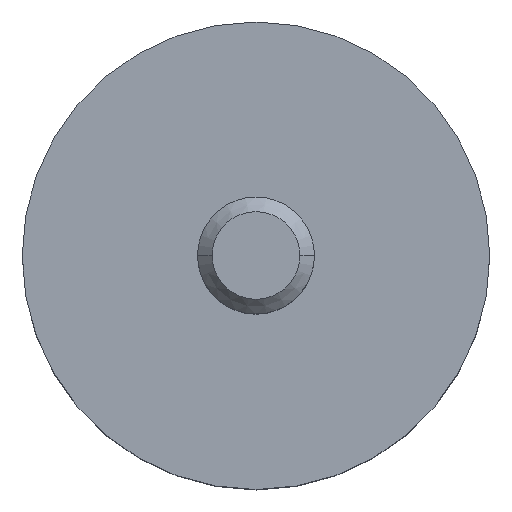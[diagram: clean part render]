
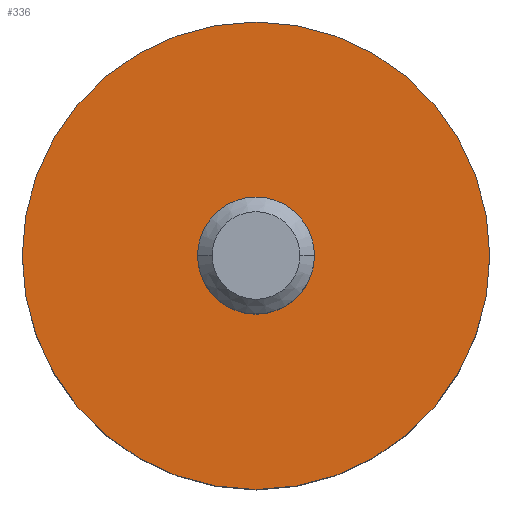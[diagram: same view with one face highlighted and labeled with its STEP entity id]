
A CAD part, top view. The second image highlights one B-rep face of the part: STEP entity #336.
In plain terms, the highlighted planar face has unit normal (0, 0, 1).
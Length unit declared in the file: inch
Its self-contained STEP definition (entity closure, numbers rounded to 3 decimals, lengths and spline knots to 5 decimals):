
#138=CARTESIAN_POINT('',(-0.5,0.,0.53));
#139=VERTEX_POINT('',#138);
#155=CARTESIAN_POINT('',(0.5,0.,0.53));
#156=VERTEX_POINT('',#155);
#163=CARTESIAN_POINT('',(0.0,0.0,0.53));
#164=DIRECTION('',(0.0,0.0,-1.0));
#165=DIRECTION('',(-1.0,0.0,0.0));
#166=AXIS2_PLACEMENT_3D('',#163,#164,#165);
#167=CIRCLE('',#166,0.5);
#168=EDGE_CURVE('',#156,#139,#167,.T.);
#178=CARTESIAN_POINT('',(-0.125,0.,0.53));
#179=VERTEX_POINT('',#178);
#188=CARTESIAN_POINT('',(0.125,0.,0.53));
#189=VERTEX_POINT('',#188);
#190=CARTESIAN_POINT('',(0.0,0.0,0.53));
#191=DIRECTION('',(0.0,0.0,-1.0));
#192=DIRECTION('',(-1.0,0.0,0.0));
#193=AXIS2_PLACEMENT_3D('',#190,#191,#192);
#194=CIRCLE('',#193,0.125);
#195=EDGE_CURVE('',#189,#179,#194,.T.);
#279=CARTESIAN_POINT('',(0.0,0.0,0.53));
#280=DIRECTION('',(0.0,0.0,-1.0));
#281=DIRECTION('',(-1.0,0.0,0.0));
#282=AXIS2_PLACEMENT_3D('',#279,#280,#281);
#283=CIRCLE('',#282,0.125);
#284=EDGE_CURVE('',#179,#189,#283,.T.);
#305=CARTESIAN_POINT('',(0.0,0.0,0.53));
#306=DIRECTION('',(0.0,0.0,-1.0));
#307=DIRECTION('',(-1.0,0.0,0.0));
#308=AXIS2_PLACEMENT_3D('',#305,#306,#307);
#309=CIRCLE('',#308,0.5);
#310=EDGE_CURVE('',#139,#156,#309,.T.);
#323=CARTESIAN_POINT('',(0.04545,0.,0.53));
#324=DIRECTION('',(0.0,0.0,1.0));
#325=DIRECTION('',(1.0,0.0,0.0));
#326=AXIS2_PLACEMENT_3D('',#323,#324,#325);
#327=PLANE('',#326);
#328=ORIENTED_EDGE('',*,*,#168,.F.);
#329=ORIENTED_EDGE('',*,*,#310,.F.);
#330=EDGE_LOOP('',(#328,#329));
#331=FACE_OUTER_BOUND('',#330,.T.);
#332=ORIENTED_EDGE('',*,*,#195,.T.);
#333=ORIENTED_EDGE('',*,*,#284,.T.);
#334=EDGE_LOOP('',(#332,#333));
#335=FACE_BOUND('',#334,.T.);
#336=ADVANCED_FACE('',(#331,#335),#327,.T.);
